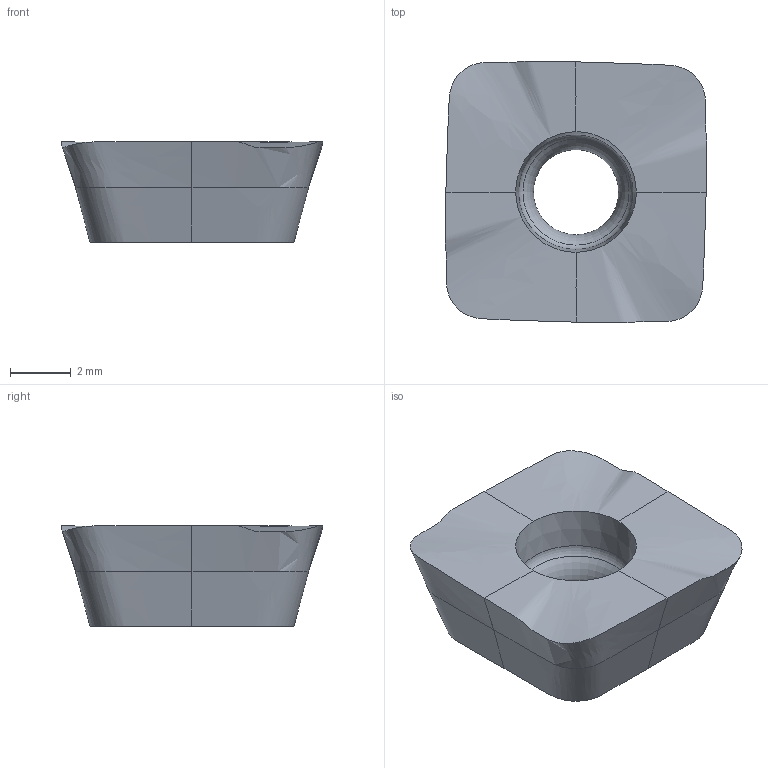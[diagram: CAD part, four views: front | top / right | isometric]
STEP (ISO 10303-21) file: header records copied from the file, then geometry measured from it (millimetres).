
FILE_DESCRIPTION(/* description */ (''),/* implementation_level */ '2;1');
FILE_NAME(/* name */ 'aaa318181_a.stp',/* time_stamp */ '2018-06-15T13:58:46+02:00',/* author */ (''),/* organization */ ('SMS'),/* preprocessor_version */ 'ST-DEVELOPER v15',/* originating_system */ 'SIEMENS PLM Software NX 8.5',/* authorisation */ '');
FILE_SCHEMA (('AUTOMOTIVE_DESIGN { 1 0 10303 214 3 1 1 1 }'));
Length unit declared in the file: millimetre
Products named in the file (1): AAA318181_A
Bounding box: 8.6 x 8.6 x 3.3 mm (x, y, z)
Volume: 153.7 mm3; surface area: 227.7 mm2
Topology: 1 solids, 1 shells, 21 faces, 58 edges, 40 vertices
Faces by surface type: bspline 12, plane 5, torus 2, cylinder 1, cone 1
Full cylindrical faces by diameter (mm): 2.8 x1
Entity records: 8848 total; most frequent: CARTESIAN_POINT 8400, ORIENTED_EDGE 106, EDGE_CURVE 53, B_SPLINE_CURVE_WITH_KNOTS 50, VERTEX_POINT 37, DIRECTION 32, EDGE_LOOP 26, ADVANCED_FACE 21
